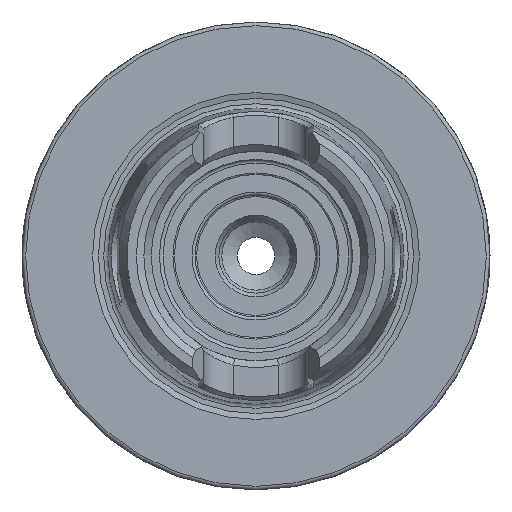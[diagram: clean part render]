
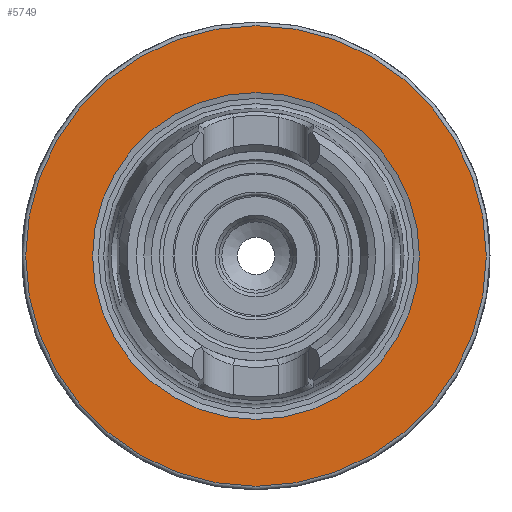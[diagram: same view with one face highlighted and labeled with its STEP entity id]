
A CAD part, left-side view. The second image highlights one B-rep face of the part: STEP entity #5749.
In plain terms, the highlighted planar face has unit normal (-1, 0, 0).
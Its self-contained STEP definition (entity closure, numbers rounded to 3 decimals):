
#5715=CARTESIAN_POINT('',(0.0,22.,0.0));
#5716=VERTEX_POINT('',#5715);
#5717=CARTESIAN_POINT('',(0.0,0.,0.0));
#5718=DIRECTION('',(1.0,0.0,0.0));
#5719=DIRECTION('',(0.0,1.0,0.0));
#5720=AXIS2_PLACEMENT_3D('',#5717,#5718,#5719);
#5721=CIRCLE('',#5720,22.);
#5722=EDGE_CURVE('',#5716,#5716,#5721,.T.);
#5730=CARTESIAN_POINT('',(0.0,26.5,0.0));
#5731=DIRECTION('',(-1.0,0.0,0.0));
#5732=DIRECTION('',(0.0,0.0,1.0));
#5733=AXIS2_PLACEMENT_3D('',#5730,#5731,#5732);
#5734=PLANE('',#5733);
#5735=CARTESIAN_POINT('',(0.0,31.,0.0));
#5736=VERTEX_POINT('',#5735);
#5737=CARTESIAN_POINT('',(0.0,0.,0.0));
#5738=DIRECTION('',(1.0,0.0,0.0));
#5739=DIRECTION('',(0.0,1.0,0.0));
#5740=AXIS2_PLACEMENT_3D('',#5737,#5738,#5739);
#5741=CIRCLE('',#5740,31.);
#5742=EDGE_CURVE('',#5736,#5736,#5741,.T.);
#5743=ORIENTED_EDGE('',*,*,#5742,.F.);
#5744=EDGE_LOOP('',(#5743));
#5745=FACE_OUTER_BOUND('',#5744,.T.);
#5746=ORIENTED_EDGE('',*,*,#5722,.T.);
#5747=EDGE_LOOP('',(#5746));
#5748=FACE_BOUND('',#5747,.T.);
#5749=ADVANCED_FACE('',(#5745,#5748),#5734,.T.);
